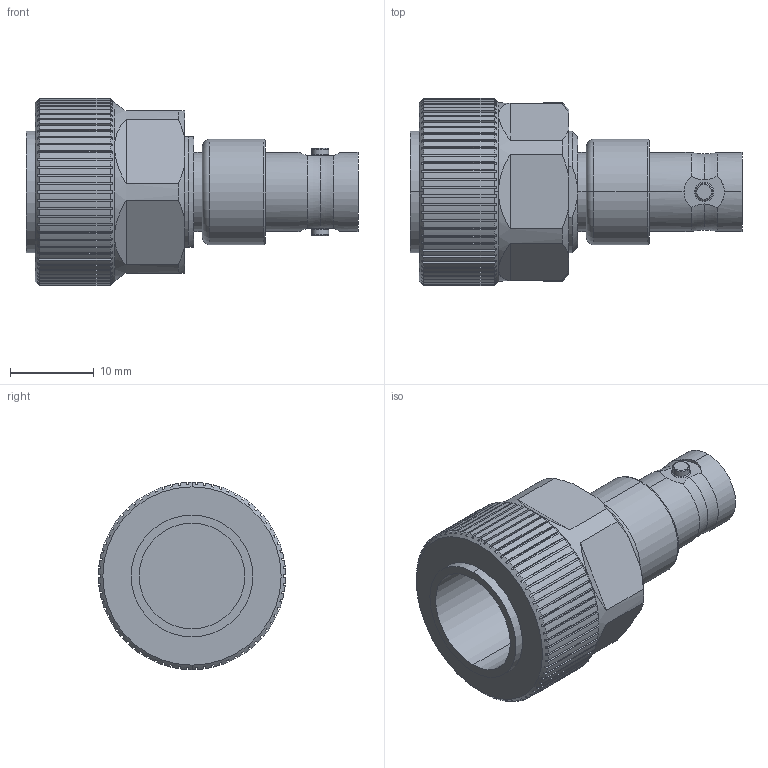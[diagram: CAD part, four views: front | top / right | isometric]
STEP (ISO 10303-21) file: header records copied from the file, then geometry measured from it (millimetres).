
FILE_DESCRIPTION (( 'STEP AP203' ), '1' );
FILE_NAME ('FMAD1292_3D.STEP', '2022-03-18T18:06:15', ( '' ), ( '' ), 'SwSTEP 2.0', 'SolidWorks 2021', '' );
FILE_SCHEMA (( 'CONFIG_CONTROL_DESIGN' ));
Length unit declared in the file: inch
Products named in the file (1): FMAD1292_3D
Bounding box: 39.62 x 22.35 x 22.35 mm (x, y, z)
Volume: 6884.6 mm3; surface area: 3869.9 mm2
Topology: 1 solids, 1 shells, 380 faces, 1069 edges, 704 vertices
Faces by surface type: cylinder 179, plane 171, torus 16, cone 14
Entity records: 12854 total; most frequent: CARTESIAN_POINT 3246, ORIENTED_EDGE 2138, DIRECTION 1893, EDGE_CURVE 1069, AXIS2_PLACEMENT_3D 775, VERTEX_POINT 704, CIRCLE 394, EDGE_LOOP 393
